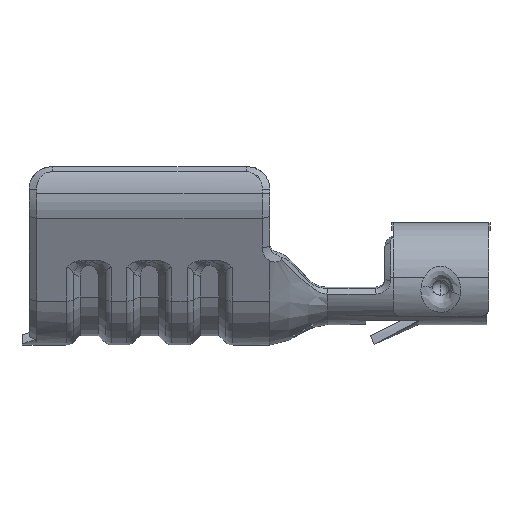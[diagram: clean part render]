
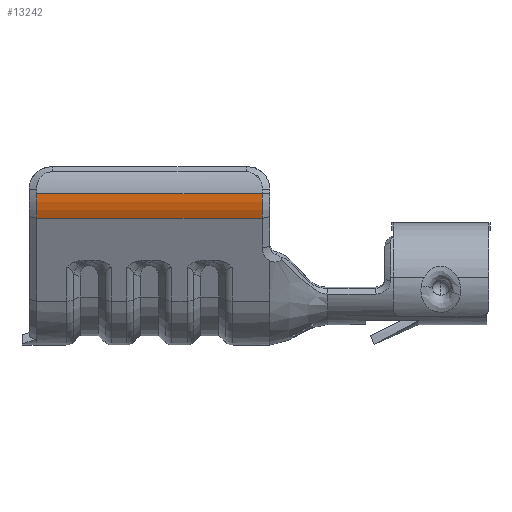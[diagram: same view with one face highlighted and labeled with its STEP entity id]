
A CAD part, top view. The second image highlights one B-rep face of the part: STEP entity #13242.
In plain terms, the highlighted cylindrical face has radius 3.048 mm (diameter 6.096 mm), a partial arc.
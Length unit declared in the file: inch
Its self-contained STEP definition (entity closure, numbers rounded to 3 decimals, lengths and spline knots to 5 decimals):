
#514 = EDGE_CURVE ( 'NONE', #9385, #9132, #9954, .T. ) ;
#743 = DIRECTION ( 'NONE',  ( -1., 0., 0. ) ) ;
#1377 = DIRECTION ( 'NONE',  ( 0., 0., 1. ) ) ;
#1786 = CARTESIAN_POINT ( 'NONE',  ( -0.958, 0.17741, 0.2465 ) ) ;
#2072 = VECTOR ( 'NONE', #743, 39.37008 ) ;
#2467 = CARTESIAN_POINT ( 'NONE',  ( -0.958, 0.17741, 0.1265 ) ) ;
#2468 = CYLINDRICAL_SURFACE ( 'NONE', #6293, 0.12 ) ;
#2874 = EDGE_CURVE ( 'NONE', #7546, #9385, #3428, .T. ) ;
#3282 = CARTESIAN_POINT ( 'NONE',  ( -0.958, 0.12517, 0.23453 ) ) ;
#3428 = LINE ( 'NONE', #7822, #9931 ) ;
#3605 = DIRECTION ( 'NONE',  ( 0., 0., -1. ) ) ;
#3732 = AXIS2_PLACEMENT_3D ( 'NONE', #2467, #6870, #11282 ) ;
#5644 = ORIENTED_EDGE ( 'NONE', *, *, #6664, .F. ) ;
#6221 = LINE ( 'NONE', #10621, #2072 ) ;
#6293 = AXIS2_PLACEMENT_3D ( 'NONE', #6871, #11283, #1377 ) ;
#6664 = EDGE_CURVE ( 'NONE', #7181, #9132, #6221, .T. ) ;
#6870 = DIRECTION ( 'NONE',  ( 1., 0., 0. ) ) ;
#6871 = CARTESIAN_POINT ( 'NONE',  ( -0.462, 0.17741, 0.1265 ) ) ;
#7181 = VERTEX_POINT ( 'NONE', #12071 ) ;
#7546 = VERTEX_POINT ( 'NONE', #10512 ) ;
#7822 = CARTESIAN_POINT ( 'NONE',  ( -0.462, 0.17741, 0.2465 ) ) ;
#8206 = ORIENTED_EDGE ( 'NONE', *, *, #10201, .T. ) ;
#9087 = CARTESIAN_POINT ( 'NONE',  ( -0.478, 0.17741, 0.1265 ) ) ;
#9132 = VERTEX_POINT ( 'NONE', #3282 ) ;
#9385 = VERTEX_POINT ( 'NONE', #1786 ) ;
#9501 = CIRCLE ( 'NONE', #11355, 0.12 ) ;
#9896 = ORIENTED_EDGE ( 'NONE', *, *, #2874, .T. ) ;
#9931 = VECTOR ( 'NONE', #12247, 39.37008 ) ;
#9954 = CIRCLE ( 'NONE', #3732, 0.12 ) ;
#9990 = EDGE_LOOP ( 'NONE', ( #8206, #9896, #12131, #5644 ) ) ;
#10201 = EDGE_CURVE ( 'NONE', #7181, #7546, #9501, .T. ) ;
#10512 = CARTESIAN_POINT ( 'NONE',  ( -0.478, 0.17741, 0.2465 ) ) ;
#10621 = CARTESIAN_POINT ( 'NONE',  ( -0.462, 0.12517, 0.23453 ) ) ;
#11282 = DIRECTION ( 'NONE',  ( 0., 0., -1. ) ) ;
#11283 = DIRECTION ( 'NONE',  ( -1., 0., 0. ) ) ;
#11355 = AXIS2_PLACEMENT_3D ( 'NONE', #9087, #13498, #3605 ) ;
#12071 = CARTESIAN_POINT ( 'NONE',  ( -0.478, 0.12517, 0.23453 ) ) ;
#12131 = ORIENTED_EDGE ( 'NONE', *, *, #514, .T. ) ;
#12247 = DIRECTION ( 'NONE',  ( -1., 0., 0. ) ) ;
#12371 = FACE_OUTER_BOUND ( 'NONE', #9990, .T. ) ;
#13242 = ADVANCED_FACE ( 'NONE', ( #12371 ), #2468, .T. ) ;
#13498 = DIRECTION ( 'NONE',  ( -1., 0., 0. ) ) ;
